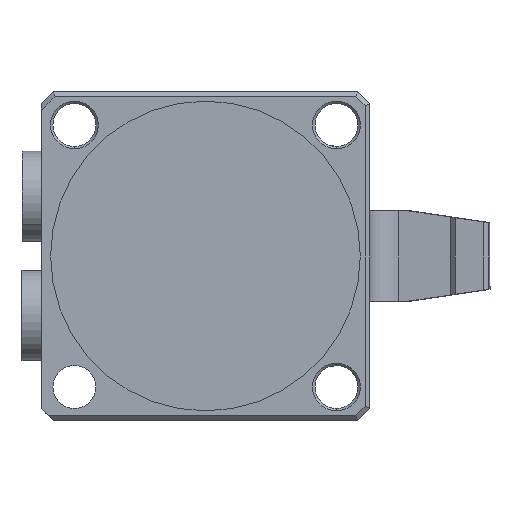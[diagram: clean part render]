
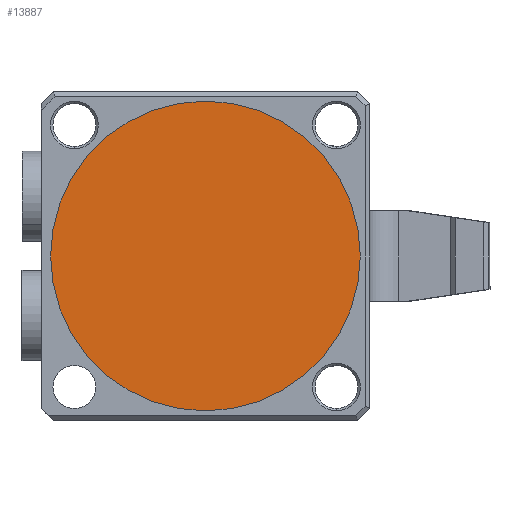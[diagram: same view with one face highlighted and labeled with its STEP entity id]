
A CAD part, front view. The second image highlights one B-rep face of the part: STEP entity #13887.
In plain terms, the highlighted planar face has unit normal (0, -1, 0).
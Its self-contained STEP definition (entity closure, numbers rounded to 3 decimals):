
#949 = ORIENTED_EDGE ( 'NONE', *, *, #7780, .F. ) ;
#1180 = DIRECTION ( 'NONE',  ( -1., 0., 0. ) ) ;
#1183 = CARTESIAN_POINT ( 'NONE',  ( 70.515, 9.694, 0. ) ) ;
#1890 = DIRECTION ( 'NONE',  ( 0., 1., 0. ) ) ;
#2631 = DIRECTION ( 'NONE',  ( 1., 0., 0. ) ) ;
#3104 = ORIENTED_EDGE ( 'NONE', *, *, #7316, .F. ) ;
#5252 = CIRCLE ( 'NONE', #13325, 32.5 ) ;
#6417 = FACE_OUTER_BOUND ( 'NONE', #14038, .T. ) ;
#6424 = CARTESIAN_POINT ( 'NONE',  ( 70.515, 9.694, 0. ) ) ;
#6925 = PLANE ( 'NONE',  #10114 ) ;
#7316 = EDGE_CURVE ( 'NONE', #12803, #14373, #5252, .T. ) ;
#7780 = EDGE_CURVE ( 'NONE', #14373, #12803, #15586, .T. ) ;
#9592 = DIRECTION ( 'NONE',  ( 0., 1., 0. ) ) ;
#10114 = AXIS2_PLACEMENT_3D ( 'NONE', #1183, #11285, #2631 ) ;
#10529 = CARTESIAN_POINT ( 'NONE',  ( 38.015, 9.694, 0. ) ) ;
#11285 = DIRECTION ( 'NONE',  ( 0., -1., 0. ) ) ;
#11971 = DIRECTION ( 'NONE',  ( -1., 0., 0. ) ) ;
#12803 = VERTEX_POINT ( 'NONE', #6424 ) ;
#13325 = AXIS2_PLACEMENT_3D ( 'NONE', #18174, #9592, #1180 ) ;
#13887 = ADVANCED_FACE ( 'NONE', ( #6417 ), #6925, .T. ) ;
#13906 = AXIS2_PLACEMENT_3D ( 'NONE', #10529, #1890, #11971 ) ;
#13989 = CARTESIAN_POINT ( 'NONE',  ( 5.515, 9.694, 0. ) ) ;
#14038 = EDGE_LOOP ( 'NONE', ( #949, #3104 ) ) ;
#14373 = VERTEX_POINT ( 'NONE', #13989 ) ;
#15586 = CIRCLE ( 'NONE', #13906, 32.5 ) ;
#18174 = CARTESIAN_POINT ( 'NONE',  ( 38.015, 9.694, 0. ) ) ;
